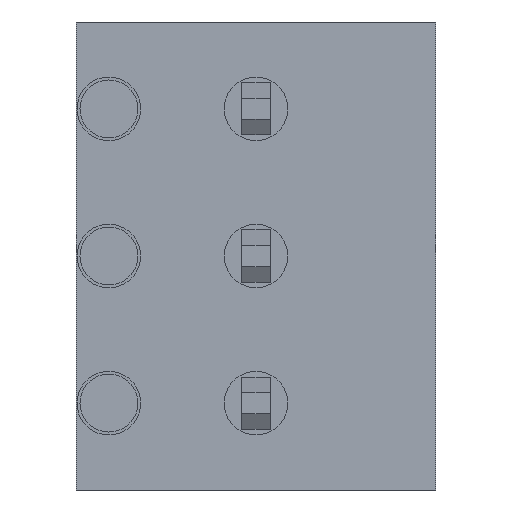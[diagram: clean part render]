
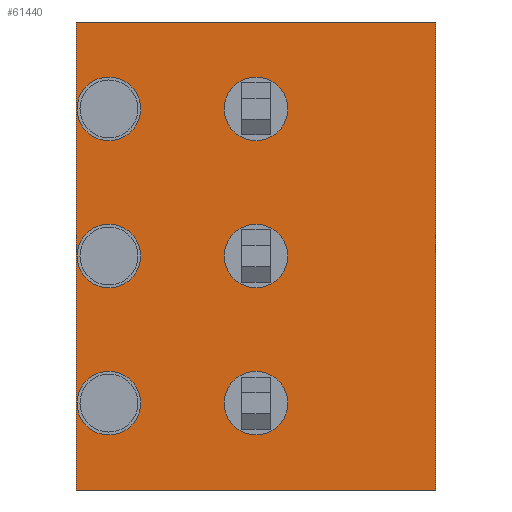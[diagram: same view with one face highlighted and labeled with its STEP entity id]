
A CAD part, front view. The second image highlights one B-rep face of the part: STEP entity #61440.
In plain terms, the highlighted planar face has unit normal (0, -1, 0).
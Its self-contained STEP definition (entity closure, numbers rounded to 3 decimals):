
#7420=CARTESIAN_POINT('',(-23.213,6.451
   ,0.));
#7430=VERTEX_POINT('',#7420);
#7610=CARTESIAN_POINT('',(-24.313,6.451
   ,0.));
#7620=VERTEX_POINT('',#7610);
#7650=CARTESIAN_POINT('',(-23.763,6.451
   ,0.));
#7660=DIRECTION('',(0.,-1.,
   0.));
#7670=DIRECTION('',(-1.,0.,
   0.));
#7680=AXIS2_PLACEMENT_3D('',#7650,#7660,#7670);
#7690=CIRCLE('',#7680,0.55);
#7700=EDGE_CURVE('',#7430,#7620,#7690,.T.);
#23090=CARTESIAN_POINT('',(-24.323,
   6.451,4.04));
#23100=VERTEX_POINT('',#23090);
#23130=CARTESIAN_POINT('',(-24.323,
   6.451,2.54));
#23140=DIRECTION('',(0.,0.,
   -1.));
#23150=VECTOR('',#23140,1.);
#23160=LINE('',#23130,#23150);
#23170=CARTESIAN_POINT('',(-24.323,
   6.451,-4.04));
#23180=VERTEX_POINT('',#23170);
#23190=EDGE_CURVE('',#23100,#23180,#23160,.T.);
#24040=CARTESIAN_POINT('',(-21.773,
   6.451,-2.54));
#24050=VERTEX_POINT('',#24040);
#24230=CARTESIAN_POINT('',(-20.673,
   6.451,-2.54));
#24240=VERTEX_POINT('',#24230);
#24270=CARTESIAN_POINT('',(-21.223,
   6.451,-2.54));
#24280=DIRECTION('',(0.,-1.,
   0.));
#24290=DIRECTION('',(1.,0.,
   0.));
#24300=AXIS2_PLACEMENT_3D('',#24270,#24280,#24290);
#24310=CIRCLE('',#24300,0.55);
#24320=EDGE_CURVE('',#24050,#24240,#24310,.T.);
#27620=CARTESIAN_POINT('',(-20.673,
   6.451,2.54));
#27630=VERTEX_POINT('',#27620);
#27660=CARTESIAN_POINT('',(-21.223,
   6.451,2.54));
#27670=DIRECTION('',(0.,-1.,
   0.));
#27680=DIRECTION('',(1.,0.,
   0.));
#27690=AXIS2_PLACEMENT_3D('',#27660,#27670,#27680);
#27700=CIRCLE('',#27690,0.55);
#27710=CARTESIAN_POINT('',(-21.773,
   6.451,2.54));
#27720=VERTEX_POINT('',#27710);
#27730=EDGE_CURVE('',#27720,#27630,#27700,.T.);
#49230=CARTESIAN_POINT('',(-18.123,
   6.451,4.04));
#49240=VERTEX_POINT('',#49230);
#49270=CARTESIAN_POINT('',(-18.123,
   6.451,4.04));
#49280=DIRECTION('',(-1.,0.,
   0.));
#49290=VECTOR('',#49280,1.);
#49300=LINE('',#49270,#49290);
#49310=EDGE_CURVE('',#49240,#23100,#49300,.T.);
#51610=CARTESIAN_POINT('',(-23.213,
   6.451,2.54));
#51620=VERTEX_POINT('',#51610);
#51700=CARTESIAN_POINT('',(-24.313,
   6.451,2.54));
#51710=VERTEX_POINT('',#51700);
#51740=CARTESIAN_POINT('',(-23.763,
   6.451,2.54));
#51750=DIRECTION('',(0.,-1.,
   0.));
#51760=DIRECTION('',(-1.,0.,
   0.));
#51770=AXIS2_PLACEMENT_3D('',#51740,#51750,#51760);
#51780=CIRCLE('',#51770,0.55);
#51790=EDGE_CURVE('',#51620,#51710,#51780,.T.);
#59160=CARTESIAN_POINT('',(-18.123,
   6.451,-4.04));
#59170=VERTEX_POINT('',#59160);
#59200=CARTESIAN_POINT('',(-18.123,
   6.451,0.));
#59210=DIRECTION('',(0.,0.,
   -1.));
#59220=VECTOR('',#59210,1.);
#59230=LINE('',#59200,#59220);
#59240=EDGE_CURVE('',#49240,#59170,#59230,.T.);
#59450=CARTESIAN_POINT('',(-23.213,
   6.451,-2.54));
#59460=VERTEX_POINT('',#59450);
#59640=CARTESIAN_POINT('',(-24.313,
   6.451,-2.54));
#59650=VERTEX_POINT('',#59640);
#59680=CARTESIAN_POINT('',(-23.763,
   6.451,-2.54));
#59690=DIRECTION('',(0.,-1.,
   0.));
#59700=DIRECTION('',(-1.,0.,
   0.));
#59710=AXIS2_PLACEMENT_3D('',#59680,#59690,#59700);
#59720=CIRCLE('',#59710,0.55);
#59730=EDGE_CURVE('',#59460,#59650,#59720,.T.);
#60880=CARTESIAN_POINT('',(-23.763,
   6.451,0.));
#60890=DIRECTION('',(0.,-1.,
   0.));
#60900=DIRECTION('',(-1.,0.,
   0.));
#60910=AXIS2_PLACEMENT_3D('',#60880,#60890,#60900);
#60920=PLANE('',#60910);
#60930=EDGE_CURVE('',#7620,#7430,#7690,.T.);
#60940=ORIENTED_EDGE('',*,*,#60930,.F.);
#60950=ORIENTED_EDGE('',*,*,#7700,.F.);
#60960=EDGE_LOOP('',(#60950,#60940));
#60970=FACE_BOUND('',#60960,.T.);
#60980=EDGE_CURVE('',#27630,#27720,#27700,.T.);
#60990=ORIENTED_EDGE('',*,*,#60980,.F.);
#61000=ORIENTED_EDGE('',*,*,#27730,.F.);
#61010=EDGE_LOOP('',(#61000,#60990));
#61020=FACE_BOUND('',#61010,.T.);
#61030=EDGE_CURVE('',#51710,#51620,#51780,.T.);
#61040=ORIENTED_EDGE('',*,*,#61030,.F.);
#61050=ORIENTED_EDGE('',*,*,#51790,.F.);
#61060=EDGE_LOOP('',(#61050,#61040));
#61070=FACE_BOUND('',#61060,.T.);
#61080=CARTESIAN_POINT('',(-21.223,
   6.451,0.));
#61090=DIRECTION('',(0.,-1.,
   0.));
#61100=DIRECTION('',(1.,0.,
   0.));
#61110=AXIS2_PLACEMENT_3D('',#61080,#61090,#61100);
#61120=CIRCLE('',#61110,0.55);
#61130=CARTESIAN_POINT('',(-20.673,
   6.451,0.));
#61140=VERTEX_POINT('',#61130);
#61150=CARTESIAN_POINT('',(-21.773,
   6.451,0.));
#61160=VERTEX_POINT('',#61150);
#61170=EDGE_CURVE('',#61140,#61160,#61120,.T.);
#61180=ORIENTED_EDGE('',*,*,#61170,.F.);
#61190=EDGE_CURVE('',#61160,#61140,#61120,.T.);
#61200=ORIENTED_EDGE('',*,*,#61190,.F.);
#61210=EDGE_LOOP('',(#61200,#61180));
#61220=FACE_BOUND('',#61210,.T.);
#61230=ORIENTED_EDGE('',*,*,#49310,.T.);
#61240=ORIENTED_EDGE('',*,*,#59240,.F.);
#61250=CARTESIAN_POINT('',(-18.123,
   6.451,-4.04));
#61260=DIRECTION('',(-1.,0.,
   0.));
#61270=VECTOR('',#61260,1.);
#61280=LINE('',#61250,#61270);
#61290=EDGE_CURVE('',#59170,#23180,#61280,.T.);
#61300=ORIENTED_EDGE('',*,*,#61290,.F.);
#61310=ORIENTED_EDGE('',*,*,#23190,.T.);
#61320=EDGE_LOOP('',(#61310,#61300,#61240,#61230));
#61330=FACE_OUTER_BOUND('',#61320,.T.);
#61340=EDGE_CURVE('',#24240,#24050,#24310,.T.);
#61350=ORIENTED_EDGE('',*,*,#61340,.F.);
#61360=ORIENTED_EDGE('',*,*,#24320,.F.);
#61370=EDGE_LOOP('',(#61360,#61350));
#61380=FACE_BOUND('',#61370,.T.);
#61390=EDGE_CURVE('',#59650,#59460,#59720,.T.);
#61400=ORIENTED_EDGE('',*,*,#61390,.F.);
#61410=ORIENTED_EDGE('',*,*,#59730,.F.);
#61420=EDGE_LOOP('',(#61410,#61400));
#61430=FACE_BOUND('',#61420,.T.);
#61440=ADVANCED_FACE('',(#60970,#61020,#61070,#61220,#61330,#61380,
   #61430),#60920,.T.);
